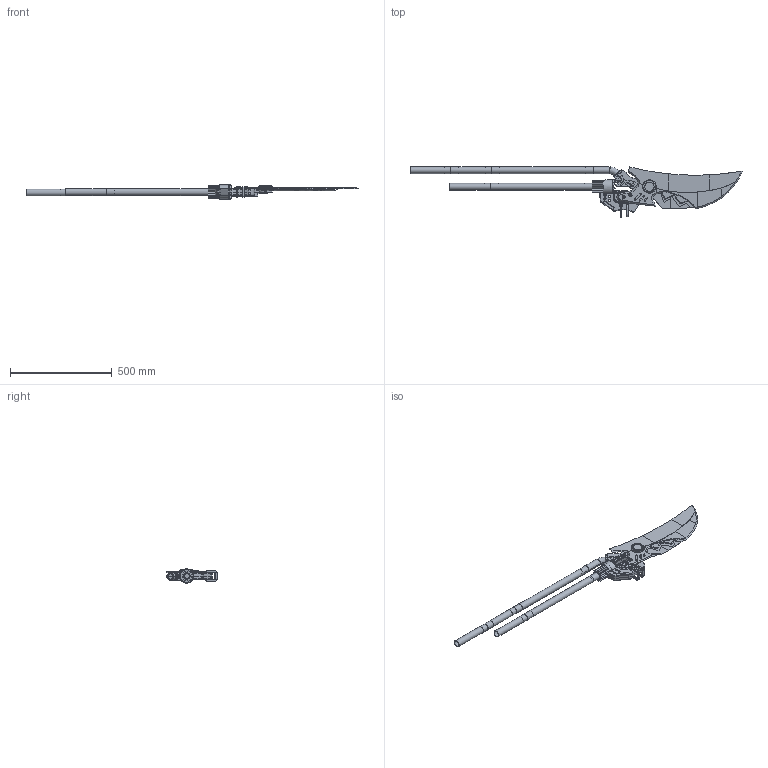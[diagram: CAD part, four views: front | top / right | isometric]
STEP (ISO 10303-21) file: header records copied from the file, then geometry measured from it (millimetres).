
FILE_DESCRIPTION(/* description */ (''),/* implementation_level */ '2;1');
FILE_NAME(/* name */ '',/* time_stamp */ '2025-12-24T16:41:45+09:00',/* author */ (''),/* organization */ (''),/* preprocessor_version */ 'ST-DEVELOPER v20.1',/* originating_system */ 'Autodesk Translation Framework v14.21.0.0',/* authorisation */ '');
FILE_SCHEMA (('AUTOMOTIVE_DESIGN { 1 0 10303 214 3 1 1 }'));
Length unit declared in the file: millimetre
Products named in the file (20): エレンはさみ; ハサミ　メイン; インサートナット5*5mm; ハサミ　軸; ハサミ　スペーサー; ハサミ　サブ; SAME back; ハサミ　ナット; ジョイント　サブ; SAME front; インサートナット5.5*8mm; インサートナット5.5*5mm; 持ち手a; ジョイント　メイン; ナット; ring; 持ち手 L; 持ち手 S; パイプ in30out33L500; パイプ20mm
Assembly tree (33 placements, depth 3):
  エレンはさみ
    ハサミ　メイン
      インサートナット5*5mm  x4
    ハサミ　ナット  x2
    ハサミ　軸
    ハサミ　スペーサー
    ハサミ　サブ
      SAME back
    ジョイント　サブ
      SAME front
      インサートナット5.5*8mm  x4
      インサートナット5.5*5mm  x3
    持ち手a
    ジョイント　メイン
      ナット  x2
      ring  x2
    持ち手 L
      パイプ in30out33L500
      パイプ20mm  x2
    持ち手 S
      パイプ in30out33L500
      パイプ20mm
Bounding box: 1627.51 x 246.23 x 70 mm (x, y, z)
Volume: 2078579.4 mm3; surface area: 850704.8 mm2
Topology: 54 solids, 54 shells, 1007 faces, 2503 edges, 1632 vertices
Faces by surface type: plane 475, cylinder 260, bspline 226, torus 22, cone 16, sphere 8
Full cylindrical faces by diameter (mm): 3 x11, 3.2 x4, 3.5 x9, 4.9 x4, 5 x4, 5.5 x16, 6.5 x13, 9 x2, 11 x14, 14 x4, 16 x2, 26 x3, 29 x5, 30 x5, 33 x5, 43.126 x5, 47.703 x5, 48.446 x2, 49 x1, 50 x1, 60 x1, 65 x2, 70 x1
Entity records: 37476 total; most frequent: CARTESIAN_POINT 16817, ORIENTED_EDGE 4454, DIRECTION 3567, EDGE_CURVE 2227, VERTEX_POINT 1451, LINE 1219, VECTOR 1219, AXIS2_PLACEMENT_3D 1174
